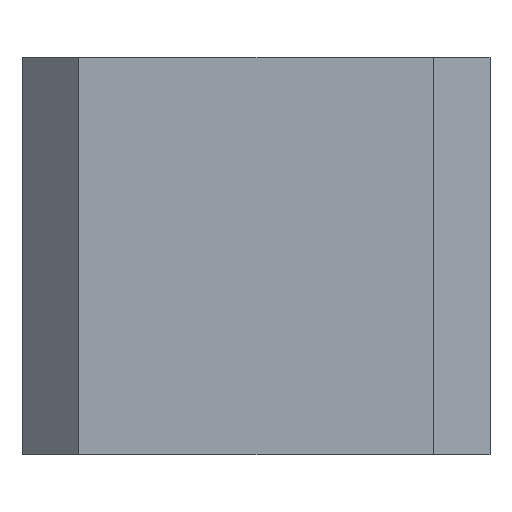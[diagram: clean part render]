
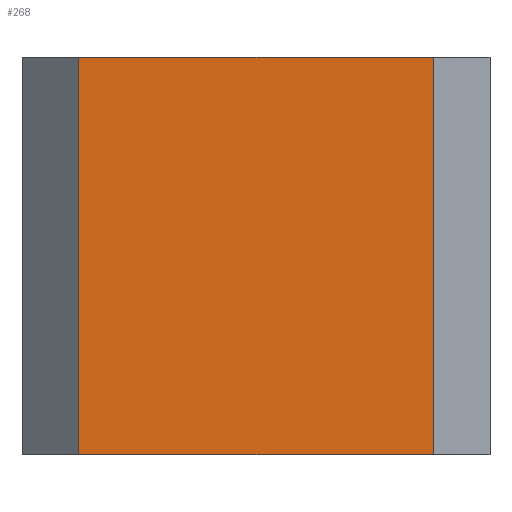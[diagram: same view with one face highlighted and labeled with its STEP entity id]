
A CAD part, left-side view. The second image highlights one B-rep face of the part: STEP entity #268.
In plain terms, the highlighted planar face has unit normal (-1, 0, 0).
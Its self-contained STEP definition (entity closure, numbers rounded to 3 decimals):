
#18=FACE_OUTER_BOUND('',#34,.T.);
#34=EDGE_LOOP('',(#195,#196,#197,#198));
#50=LINE('',#387,#86);
#51=LINE('',#390,#87);
#62=LINE('',#412,#98);
#63=LINE('',#413,#99);
#86=VECTOR('',#317,10.);
#87=VECTOR('',#320,10.);
#98=VECTOR('',#333,10.);
#99=VECTOR('',#334,10.);
#119=VERTEX_POINT('',#380);
#122=VERTEX_POINT('',#385);
#123=VERTEX_POINT('',#389);
#133=VERTEX_POINT('',#411);
#146=EDGE_CURVE('',#122,#119,#50,.T.);
#147=EDGE_CURVE('',#123,#119,#51,.F.);
#158=EDGE_CURVE('',#133,#122,#62,.T.);
#159=EDGE_CURVE('',#123,#133,#63,.T.);
#195=ORIENTED_EDGE('',*,*,#146,.F.);
#196=ORIENTED_EDGE('',*,*,#158,.F.);
#197=ORIENTED_EDGE('',*,*,#159,.F.);
#198=ORIENTED_EDGE('',*,*,#147,.T.);
#253=PLANE('',#297);
#268=ADVANCED_FACE('',(#18),#253,.T.);
#297=AXIS2_PLACEMENT_3D('',#410,#331,#332);
#317=DIRECTION('',(0.,0.,1.));
#320=DIRECTION('',(0.,-1.,0.));
#331=DIRECTION('center_axis',(-1.,0.,0.));
#332=DIRECTION('ref_axis',(0.,-1.,0.));
#333=DIRECTION('',(0.,1.,0.));
#334=DIRECTION('',(0.,0.,-1.));
#380=CARTESIAN_POINT('',(-2.9,1.25,2.8));
#385=CARTESIAN_POINT('',(-2.9,1.25,0.));
#387=CARTESIAN_POINT('',(-2.9,1.25,0.));
#389=CARTESIAN_POINT('',(-2.9,-1.25,2.8));
#390=CARTESIAN_POINT('',(-2.9,0.825,2.8));
#410=CARTESIAN_POINT('Origin',(-2.9,1.65,0.));
#411=CARTESIAN_POINT('',(-2.9,-1.25,0.));
#412=CARTESIAN_POINT('',(-2.9,-1.65,0.));
#413=CARTESIAN_POINT('',(-2.9,-1.25,0.));
